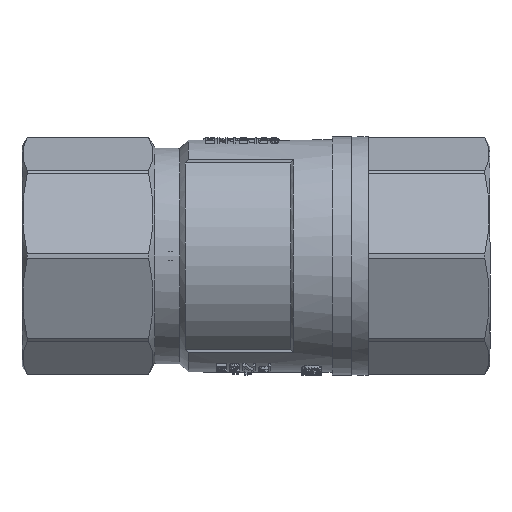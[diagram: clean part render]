
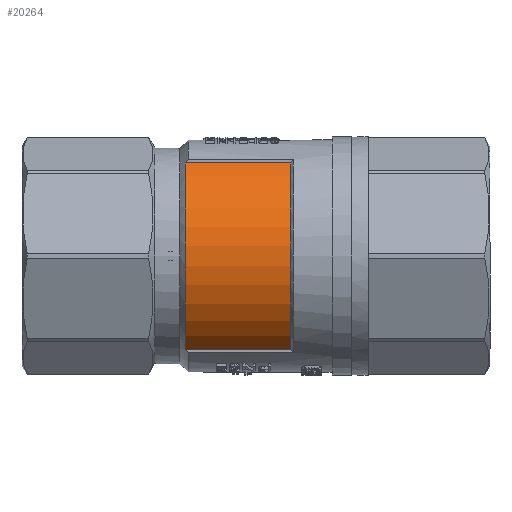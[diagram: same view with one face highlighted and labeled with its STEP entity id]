
A CAD part, front view. The second image highlights one B-rep face of the part: STEP entity #20264.
In plain terms, the highlighted cylindrical face has radius 20.5 mm (diameter 41 mm), a partial arc.
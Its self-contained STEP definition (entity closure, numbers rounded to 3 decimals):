
#1779=CYLINDRICAL_SURFACE('',#29128,20.5);
#1943=LINE('',#41250,#3200);
#1944=LINE('',#41254,#3201);
#3200=VECTOR('',#32548,1000.);
#3201=VECTOR('',#32551,1000.);
#4920=ORIENTED_EDGE('',*,*,#11143,.T.);
#4921=ORIENTED_EDGE('',*,*,#11144,.T.);
#4922=ORIENTED_EDGE('',*,*,#11145,.T.);
#4923=ORIENTED_EDGE('',*,*,#11146,.F.);
#11143=EDGE_CURVE('',#14285,#14286,#16294,.T.);
#11144=EDGE_CURVE('',#14286,#14287,#1943,.T.);
#11145=EDGE_CURVE('',#14287,#14288,#16295,.T.);
#11146=EDGE_CURVE('',#14285,#14288,#1944,.T.);
#14285=VERTEX_POINT('',#41248);
#14286=VERTEX_POINT('',#41249);
#14287=VERTEX_POINT('',#41251);
#14288=VERTEX_POINT('',#41253);
#16294=CIRCLE('',#29129,20.5);
#16295=CIRCLE('',#29130,20.5);
#16678=EDGE_LOOP('',(#4920,#4921,#4922,#4923));
#17979=FACE_BOUND('',#16678,.T.);
#20264=ADVANCED_FACE('',(#17979),#1779,.T.);
#29128=AXIS2_PLACEMENT_3D('',#41246,#32544,#32545);
#29129=AXIS2_PLACEMENT_3D('',#41247,#32546,#32547);
#29130=AXIS2_PLACEMENT_3D('',#41252,#32549,#32550);
#32544=DIRECTION('',(0.,0.,-1.));
#32545=DIRECTION('',(1.,0.,0.));
#32546=DIRECTION('',(0.,0.,-1.));
#32547=DIRECTION('',(1.,0.,0.));
#32548=DIRECTION('',(0.,0.,-1.));
#32549=DIRECTION('',(0.,0.,1.));
#32550=DIRECTION('',(1.,0.,0.));
#32551=DIRECTION('',(0.,0.,-1.));
#41246=CARTESIAN_POINT('',(10.,0.,29.675));
#41247=CARTESIAN_POINT('',(10.,0.,26.804));
#41248=CARTESIAN_POINT('',(-1.75,-16.798,26.804));
#41249=CARTESIAN_POINT('',(-1.75,16.798,26.804));
#41250=CARTESIAN_POINT('',(-1.75,16.798,29.675));
#41251=CARTESIAN_POINT('',(-1.75,16.798,7.8));
#41252=CARTESIAN_POINT('',(10.,0.,7.8));
#41253=CARTESIAN_POINT('',(-1.75,-16.798,7.8));
#41254=CARTESIAN_POINT('',(-1.75,-16.798,29.675));
